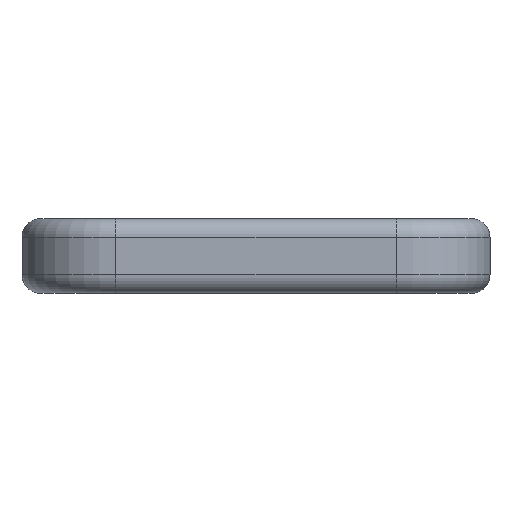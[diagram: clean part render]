
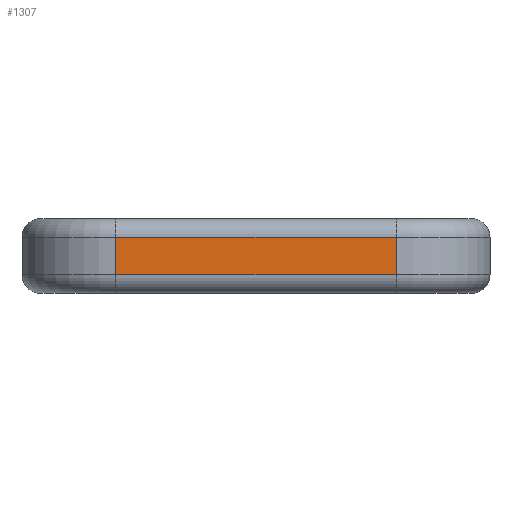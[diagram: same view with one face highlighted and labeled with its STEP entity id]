
A CAD part, front view. The second image highlights one B-rep face of the part: STEP entity #1307.
In plain terms, the highlighted planar face has unit normal (0, -1, 0).
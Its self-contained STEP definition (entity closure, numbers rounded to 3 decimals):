
#165 = LINE ( 'NONE', #2199, #4193 ) ;
#217 = CARTESIAN_POINT ( 'NONE',  ( -7.5, -77.6, 1. ) ) ;
#232 = EDGE_CURVE ( 'NONE', #6013, #5382, #5980, .T. ) ;
#1151 = EDGE_CURVE ( 'NONE', #3377, #3647, #165, .T. ) ;
#1307 = ADVANCED_FACE ( 'NONE', ( #6484 ), #1812, .T. ) ;
#1308 = CARTESIAN_POINT ( 'NONE',  ( -12.5, -77.6, -27.774 ) ) ;
#1382 = CARTESIAN_POINT ( 'NONE',  ( -12.5, -77.6, 3. ) ) ;
#1393 = VECTOR ( 'NONE', #6272, 1000. ) ;
#1812 = PLANE ( 'NONE',  #3554 ) ;
#1829 = VECTOR ( 'NONE', #4430, 1000. ) ;
#2199 = CARTESIAN_POINT ( 'NONE',  ( 7.5, -77.6, 1. ) ) ;
#3293 = ORIENTED_EDGE ( 'NONE', *, *, #232, .T. ) ;
#3377 = VERTEX_POINT ( 'NONE', #217 ) ;
#3554 = AXIS2_PLACEMENT_3D ( 'NONE', #1308, #5972, #3947 ) ;
#3647 = VERTEX_POINT ( 'NONE', #4558 ) ;
#3651 = VECTOR ( 'NONE', #6612, 1000. ) ;
#3859 = LINE ( 'NONE', #4992, #1829 ) ;
#3944 = EDGE_LOOP ( 'NONE', ( #4594, #3293, #4663, #6419 ) ) ;
#3947 = DIRECTION ( 'NONE',  ( 0., 0., -1. ) ) ;
#4047 = LINE ( 'NONE', #6067, #3651 ) ;
#4193 = VECTOR ( 'NONE', #6296, 1000. ) ;
#4430 = DIRECTION ( 'NONE',  ( 0., 0., -1. ) ) ;
#4558 = CARTESIAN_POINT ( 'NONE',  ( 7.5, -77.6, 1. ) ) ;
#4594 = ORIENTED_EDGE ( 'NONE', *, *, #4971, .T. ) ;
#4663 = ORIENTED_EDGE ( 'NONE', *, *, #5320, .T. ) ;
#4685 = CARTESIAN_POINT ( 'NONE',  ( -7.5, -77.6, 3. ) ) ;
#4971 = EDGE_CURVE ( 'NONE', #3647, #6013, #4047, .T. ) ;
#4992 = CARTESIAN_POINT ( 'NONE',  ( -7.5, -77.6, 0. ) ) ;
#5320 = EDGE_CURVE ( 'NONE', #5382, #3377, #3859, .T. ) ;
#5382 = VERTEX_POINT ( 'NONE', #4685 ) ;
#5437 = CARTESIAN_POINT ( 'NONE',  ( 7.5, -77.6, 3. ) ) ;
#5972 = DIRECTION ( 'NONE',  ( 0., -1., 0. ) ) ;
#5980 = LINE ( 'NONE', #1382, #1393 ) ;
#6013 = VERTEX_POINT ( 'NONE', #5437 ) ;
#6067 = CARTESIAN_POINT ( 'NONE',  ( 7.5, -77.6, 4. ) ) ;
#6272 = DIRECTION ( 'NONE',  ( -1., 0., 0. ) ) ;
#6296 = DIRECTION ( 'NONE',  ( 1., 0., 0. ) ) ;
#6419 = ORIENTED_EDGE ( 'NONE', *, *, #1151, .T. ) ;
#6484 = FACE_OUTER_BOUND ( 'NONE', #3944, .T. ) ;
#6612 = DIRECTION ( 'NONE',  ( 0., 0., 1. ) ) ;
